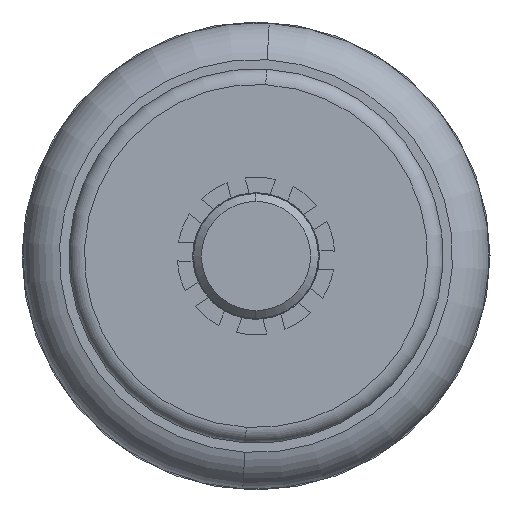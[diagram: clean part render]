
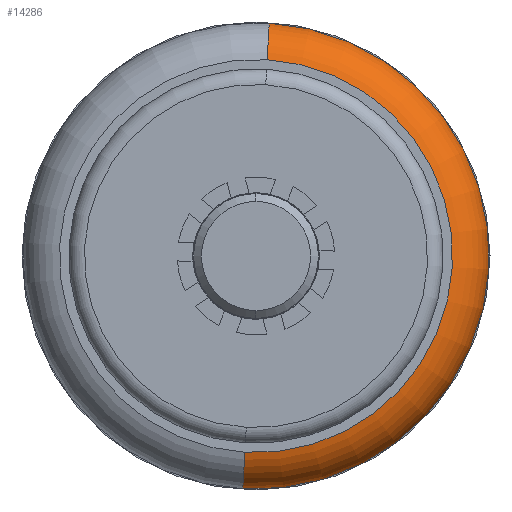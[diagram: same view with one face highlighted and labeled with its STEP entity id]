
A CAD part, left-side view. The second image highlights one B-rep face of the part: STEP entity #14286.
In plain terms, the highlighted toroidal (fillet/blend) face has major radius 11.95 mm and minor radius 3 mm.
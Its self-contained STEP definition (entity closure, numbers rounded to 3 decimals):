
#406 = CARTESIAN_POINT ( 'NONE',  ( 14.929, 0.679, -11.931 ) ) ;
#956 = CARTESIAN_POINT ( 'NONE',  ( 14.929, -0.679, 11.931 ) ) ;
#1963 = AXIS2_PLACEMENT_3D ( 'NONE', #22250, #5377, #7456 ) ;
#4142 = VERTEX_POINT ( 'NONE', #26704 ) ;
#4655 = EDGE_CURVE ( 'NONE', #13506, #4142, #17765, .T. ) ;
#4668 = TOROIDAL_SURFACE ( 'NONE', #1963, 11.95, 3. ) ;
#5377 = DIRECTION ( 'NONE',  ( 1., 0., 0. ) ) ;
#6376 = CARTESIAN_POINT ( 'NONE',  ( 14.929, 0., 0. ) ) ;
#7456 = DIRECTION ( 'NONE',  ( 0., -0.057, 0.998 ) ) ;
#7525 = DIRECTION ( 'NONE',  ( 0., -0.057, 0.998 ) ) ;
#8608 = AXIS2_PLACEMENT_3D ( 'NONE', #6376, #14431, #20763 ) ;
#9439 = ORIENTED_EDGE ( 'NONE', *, *, #23423, .T. ) ;
#9952 = CIRCLE ( 'NONE', #8608, 14.95 ) ;
#10279 = CARTESIAN_POINT ( 'NONE',  ( 12., 0., 0. ) ) ;
#10366 = EDGE_CURVE ( 'NONE', #13506, #17095, #15913, .T. ) ;
#11074 = AXIS2_PLACEMENT_3D ( 'NONE', #10279, #16910, #18726 ) ;
#11157 = AXIS2_PLACEMENT_3D ( 'NONE', #956, #15562, #7525 ) ;
#11393 = EDGE_LOOP ( 'NONE', ( #25909, #9439, #25505, #22023 ) ) ;
#13506 = VERTEX_POINT ( 'NONE', #23233 ) ;
#14169 = DIRECTION ( 'NONE',  ( 0., 0.057, -0.998 ) ) ;
#14286 = ADVANCED_FACE ( 'NONE', ( #19626 ), #4668, .T. ) ;
#14431 = DIRECTION ( 'NONE',  ( -1., 0., 0. ) ) ;
#15562 = DIRECTION ( 'NONE',  ( 0., 0.998, 0.057 ) ) ;
#15688 = CIRCLE ( 'NONE', #19650, 3. ) ;
#15913 = CIRCLE ( 'NONE', #11074, 12.6 ) ;
#16222 = CARTESIAN_POINT ( 'NONE',  ( 12., 0.716, -12.58 ) ) ;
#16910 = DIRECTION ( 'NONE',  ( 1., 0., 0. ) ) ;
#17095 = VERTEX_POINT ( 'NONE', #16222 ) ;
#17347 = VERTEX_POINT ( 'NONE', #21841 ) ;
#17349 = DIRECTION ( 'NONE',  ( 0., -0.998, -0.057 ) ) ;
#17765 = CIRCLE ( 'NONE', #11157, 3. ) ;
#18726 = DIRECTION ( 'NONE',  ( 0., -0.057, 0.998 ) ) ;
#19626 = FACE_OUTER_BOUND ( 'NONE', #11393, .T. ) ;
#19650 = AXIS2_PLACEMENT_3D ( 'NONE', #406, #17349, #14169 ) ;
#20763 = DIRECTION ( 'NONE',  ( 0., -0.057, 0.998 ) ) ;
#21841 = CARTESIAN_POINT ( 'NONE',  ( 14.929, 0.849, -14.926 ) ) ;
#22023 = ORIENTED_EDGE ( 'NONE', *, *, #4655, .F. ) ;
#22250 = CARTESIAN_POINT ( 'NONE',  ( 14.929, 0., 0. ) ) ;
#23233 = CARTESIAN_POINT ( 'NONE',  ( 12., -0.716, 12.58 ) ) ;
#23423 = EDGE_CURVE ( 'NONE', #17095, #17347, #15688, .T. ) ;
#23511 = EDGE_CURVE ( 'NONE', #17347, #4142, #9952, .T. ) ;
#25505 = ORIENTED_EDGE ( 'NONE', *, *, #23511, .T. ) ;
#25909 = ORIENTED_EDGE ( 'NONE', *, *, #10366, .T. ) ;
#26704 = CARTESIAN_POINT ( 'NONE',  ( 14.929, -0.849, 14.926 ) ) ;
